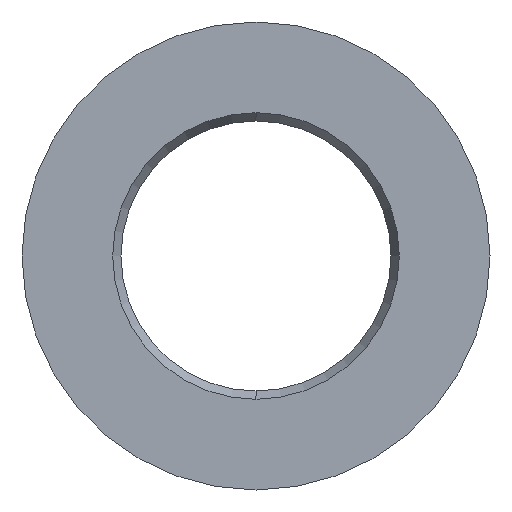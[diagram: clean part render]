
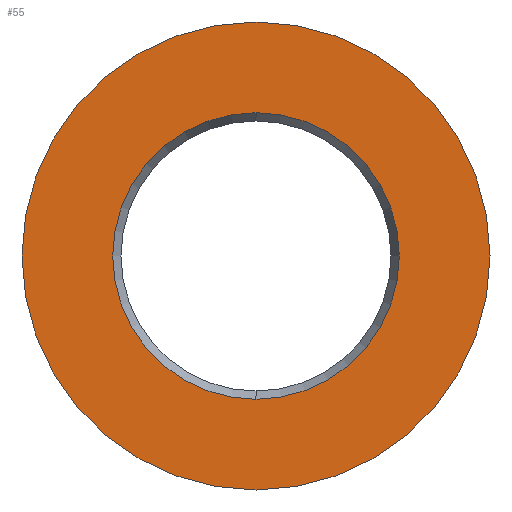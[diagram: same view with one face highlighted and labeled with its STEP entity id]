
A CAD part, front view. The second image highlights one B-rep face of the part: STEP entity #55.
In plain terms, the highlighted planar face has unit normal (0, -1, 0).
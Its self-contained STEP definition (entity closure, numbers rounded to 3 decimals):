
#55 = ADVANCED_FACE ( 'NONE', ( #404, #403 ), #337, .F. ) ;
#57 = EDGE_LOOP ( 'NONE', ( #62, #78 ) ) ;
#59 = ORIENTED_EDGE ( 'NONE', *, *, #186, .F. ) ;
#62 = ORIENTED_EDGE ( 'NONE', *, *, #124, .T. ) ;
#64 = EDGE_CURVE ( 'NONE', #184, #158, #476, .T. ) ;
#68 = EDGE_LOOP ( 'NONE', ( #75, #59 ) ) ;
#75 = ORIENTED_EDGE ( 'NONE', *, *, #199, .F. ) ;
#78 = ORIENTED_EDGE ( 'NONE', *, *, #64, .T. ) ;
#124 = EDGE_CURVE ( 'NONE', #158, #184, #444, .T. ) ;
#146 = VERTEX_POINT ( 'NONE', #582 ) ;
#150 = VERTEX_POINT ( 'NONE', #580 ) ;
#158 = VERTEX_POINT ( 'NONE', #568 ) ;
#184 = VERTEX_POINT ( 'NONE', #649 ) ;
#186 = EDGE_CURVE ( 'NONE', #146, #150, #647, .T. ) ;
#199 = EDGE_CURVE ( 'NONE', #150, #146, #683, .T. ) ;
#328 = DIRECTION ( 'NONE',  ( 0., 0., 1. ) ) ;
#329 = DIRECTION ( 'NONE',  ( 0., 1., 0. ) ) ;
#330 = CARTESIAN_POINT ( 'NONE',  ( 2.064, -6.731, 0. ) ) ;
#335 = AXIS2_PLACEMENT_3D ( 'NONE', #330, #329, #328 ) ;
#337 = PLANE ( 'NONE',  #335 ) ;
#403 = FACE_BOUND ( 'NONE', #57, .T. ) ;
#404 = FACE_OUTER_BOUND ( 'NONE', #68, .T. ) ;
#440 = AXIS2_PLACEMENT_3D ( 'NONE', #473, #466, #465 ) ;
#441 = DIRECTION ( 'NONE',  ( 0., 1., 0. ) ) ;
#442 = CARTESIAN_POINT ( 'NONE',  ( 0., -6.731, 0. ) ) ;
#443 = AXIS2_PLACEMENT_3D ( 'NONE', #442, #441, #502 ) ;
#444 = CIRCLE ( 'NONE', #443, 2.528 ) ;
#465 = DIRECTION ( 'NONE',  ( 0., 0., 1. ) ) ;
#466 = DIRECTION ( 'NONE',  ( 0., 1., 0. ) ) ;
#473 = CARTESIAN_POINT ( 'NONE',  ( 0., -6.731, 0. ) ) ;
#476 = CIRCLE ( 'NONE', #440, 2.528 ) ;
#502 = DIRECTION ( 'NONE',  ( 0., 0., 1. ) ) ;
#568 = CARTESIAN_POINT ( 'NONE',  ( 0., -6.731, -2.528 ) ) ;
#580 = CARTESIAN_POINT ( 'NONE',  ( 0., -6.731, 4.127 ) ) ;
#582 = CARTESIAN_POINT ( 'NONE',  ( 0., -6.731, -4.127 ) ) ;
#643 = DIRECTION ( 'NONE',  ( 0., 0., 1. ) ) ;
#644 = DIRECTION ( 'NONE',  ( 0., 1., 0. ) ) ;
#645 = CARTESIAN_POINT ( 'NONE',  ( 0., -6.731, 0. ) ) ;
#646 = AXIS2_PLACEMENT_3D ( 'NONE', #645, #644, #643 ) ;
#647 = CIRCLE ( 'NONE', #646, 4.127 ) ;
#649 = CARTESIAN_POINT ( 'NONE',  ( 0., -6.731, 2.528 ) ) ;
#683 = CIRCLE ( 'NONE', #707, 4.127 ) ;
#704 = DIRECTION ( 'NONE',  ( 0., 0., 1. ) ) ;
#705 = DIRECTION ( 'NONE',  ( 0., 1., 0. ) ) ;
#706 = CARTESIAN_POINT ( 'NONE',  ( 0., -6.731, 0. ) ) ;
#707 = AXIS2_PLACEMENT_3D ( 'NONE', #706, #705, #704 ) ;
